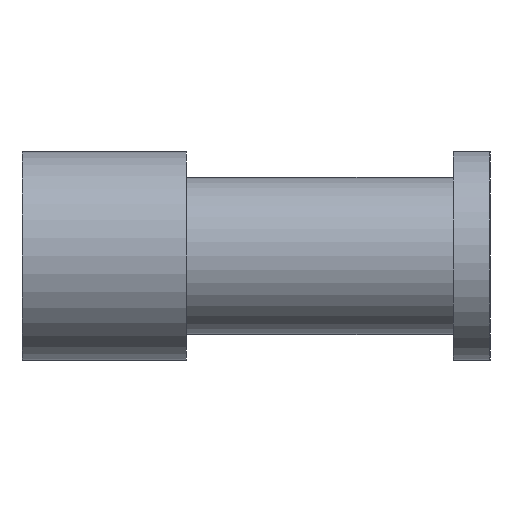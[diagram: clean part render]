
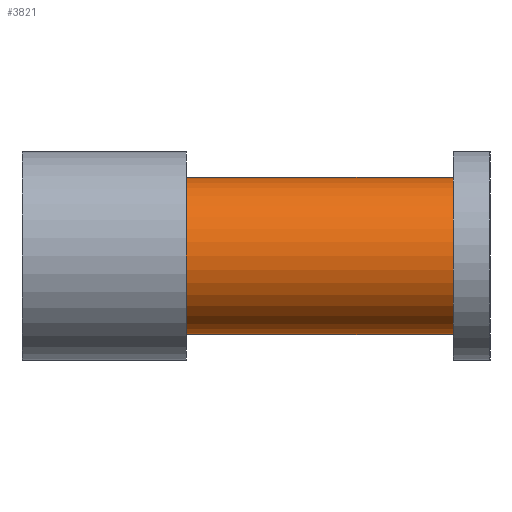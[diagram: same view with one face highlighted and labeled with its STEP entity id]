
A CAD part, left-side view. The second image highlights one B-rep face of the part: STEP entity #3821.
In plain terms, the highlighted cylindrical face has radius 7.5 mm (diameter 15 mm), a partial arc.
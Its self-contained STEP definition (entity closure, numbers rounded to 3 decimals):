
#47=CIRCLE('',#4060,7.5);
#48=CIRCLE('',#4061,7.5);
#169=CYLINDRICAL_SURFACE('',#4059,7.5);
#235=FACE_OUTER_BOUND('',#441,.T.);
#441=EDGE_LOOP('',(#2557,#2558,#2559,#2560));
#673=LINE('',#5583,#1119);
#674=LINE('',#5586,#1120);
#1119=VECTOR('',#4451,1000.);
#1120=VECTOR('',#4454,1000.);
#1575=VERTEX_POINT('',#5579);
#1576=VERTEX_POINT('',#5580);
#1577=VERTEX_POINT('',#5582);
#1578=VERTEX_POINT('',#5584);
#1969=EDGE_CURVE('',#1575,#1576,#47,.T.);
#1970=EDGE_CURVE('',#1575,#1577,#673,.T.);
#1971=EDGE_CURVE('',#1578,#1577,#48,.T.);
#1972=EDGE_CURVE('',#1576,#1578,#674,.T.);
#2557=ORIENTED_EDGE('',*,*,#1969,.F.);
#2558=ORIENTED_EDGE('',*,*,#1970,.T.);
#2559=ORIENTED_EDGE('',*,*,#1971,.F.);
#2560=ORIENTED_EDGE('',*,*,#1972,.F.);
#3821=ADVANCED_FACE('',(#235),#169,.T.);
#4059=AXIS2_PLACEMENT_3D('',#5578,#4447,#4448);
#4060=AXIS2_PLACEMENT_3D('',#5581,#4449,#4450);
#4061=AXIS2_PLACEMENT_3D('',#5585,#4452,#4453);
#4447=DIRECTION('center_axis',(0.,-1.,0.));
#4448=DIRECTION('ref_axis',(-1.,0.,0.));
#4449=DIRECTION('center_axis',(0.,1.,0.));
#4450=DIRECTION('ref_axis',(0.,0.,1.));
#4451=DIRECTION('',(0.,-1.,0.));
#4452=DIRECTION('center_axis',(0.,-1.,0.));
#4453=DIRECTION('ref_axis',(0.,0.,-1.));
#4454=DIRECTION('',(0.,-1.,0.));
#5578=CARTESIAN_POINT('Origin',(-126.5,16.,0.));
#5579=CARTESIAN_POINT('',(-119.152,13.,-1.5));
#5580=CARTESIAN_POINT('',(-119.152,13.,1.5));
#5581=CARTESIAN_POINT('Origin',(-126.5,13.,0.));
#5582=CARTESIAN_POINT('',(-119.152,-12.5,-1.5));
#5583=CARTESIAN_POINT('',(-119.152,16.,-1.5));
#5584=CARTESIAN_POINT('',(-119.152,-12.5,1.5));
#5585=CARTESIAN_POINT('Origin',(-126.5,-12.5,0.));
#5586=CARTESIAN_POINT('',(-119.152,16.,1.5));
